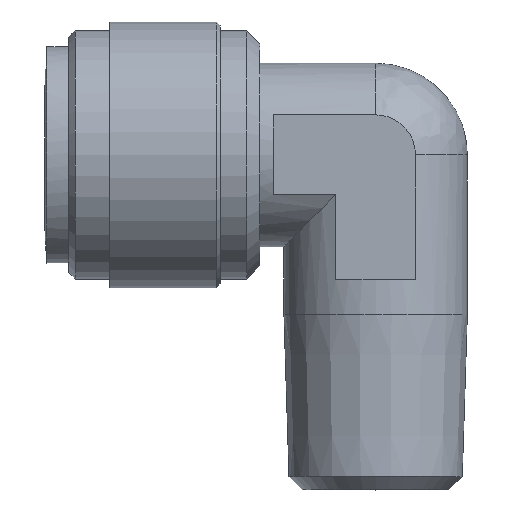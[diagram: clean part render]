
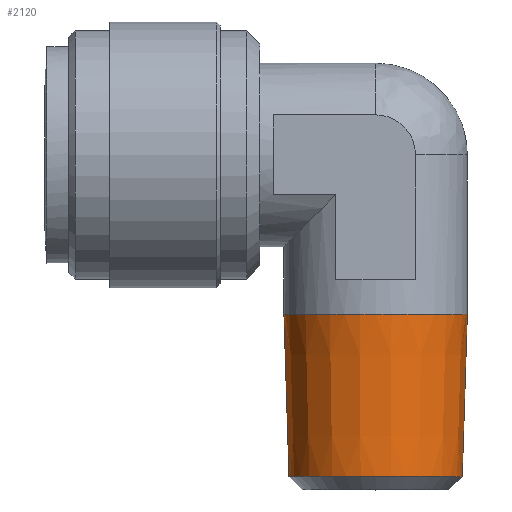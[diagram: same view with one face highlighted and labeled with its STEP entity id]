
A CAD part, top view. The second image highlights one B-rep face of the part: STEP entity #2120.
In plain terms, the highlighted conical face has half-angle 1.79 degrees and reference radius 6.9 mm.
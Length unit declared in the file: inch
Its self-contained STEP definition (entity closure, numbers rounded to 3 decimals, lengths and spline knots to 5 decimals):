
#101 = CARTESIAN_POINT ( 'NONE',  ( 0., 0.03935, 0. ) ) ;
#157 = ORIENTED_EDGE ( 'NONE', *, *, #442, .F. ) ;
#171 = EDGE_CURVE ( 'NONE', #887, #942, #1032, .T. ) ;
#223 = AXIS2_PLACEMENT_3D ( 'NONE', #101, #1429, #291 ) ;
#251 = DIRECTION ( 'NONE',  ( 0.031, 1., 0. ) ) ;
#291 = DIRECTION ( 'NONE',  ( 1., 0., 0. ) ) ;
#310 = CARTESIAN_POINT ( 'NONE',  ( 0., 0.51969, 0. ) ) ;
#324 = EDGE_LOOP ( 'NONE', ( #157, #978, #2334, #687 ) ) ;
#329 = CARTESIAN_POINT ( 'NONE',  ( 0., 0.51969, 0. ) ) ;
#355 = EDGE_CURVE ( 'NONE', #1448, #2332, #680, .T. ) ;
#430 = CARTESIAN_POINT ( 'NONE',  ( 0.27165, 0.51969, 0. ) ) ;
#442 = EDGE_CURVE ( 'NONE', #887, #1448, #2475, .T. ) ;
#478 = CARTESIAN_POINT ( 'NONE',  ( 0.27165, 0.51969, 0. ) ) ;
#518 = DIRECTION ( 'NONE',  ( 1., 0., 0. ) ) ;
#553 = CARTESIAN_POINT ( 'NONE',  ( -0.25664, 0.03935, 0. ) ) ;
#632 = CARTESIAN_POINT ( 'NONE',  ( 0.25664, 0.03935, 0. ) ) ;
#680 = LINE ( 'NONE', #2347, #1115 ) ;
#687 = ORIENTED_EDGE ( 'NONE', *, *, #355, .F. ) ;
#887 = VERTEX_POINT ( 'NONE', #632 ) ;
#942 = VERTEX_POINT ( 'NONE', #478 ) ;
#973 = CIRCLE ( 'NONE', #1811, 0.27165 ) ;
#978 = ORIENTED_EDGE ( 'NONE', *, *, #171, .T. ) ;
#1032 = LINE ( 'NONE', #430, #2444 ) ;
#1048 = CARTESIAN_POINT ( 'NONE',  ( -0.27165, 0.51969, 0. ) ) ;
#1115 = VECTOR ( 'NONE', #2153, 39.37008 ) ;
#1260 = DIRECTION ( 'NONE',  ( 0., 1., 0. ) ) ;
#1378 = EDGE_CURVE ( 'NONE', #942, #2332, #973, .T. ) ;
#1392 = AXIS2_PLACEMENT_3D ( 'NONE', #310, #1260, #1447 ) ;
#1429 = DIRECTION ( 'NONE',  ( 0., -1., 0. ) ) ;
#1447 = DIRECTION ( 'NONE',  ( -1., 0., 0. ) ) ;
#1448 = VERTEX_POINT ( 'NONE', #553 ) ;
#1466 = CONICAL_SURFACE ( 'NONE', #1392, 0.27165, 0.031 ) ;
#1528 = FACE_OUTER_BOUND ( 'NONE', #324, .T. ) ;
#1657 = DIRECTION ( 'NONE',  ( 0., -1., 0. ) ) ;
#1811 = AXIS2_PLACEMENT_3D ( 'NONE', #329, #1657, #518 ) ;
#2120 = ADVANCED_FACE ( 'NONE', ( #1528 ), #1466, .T. ) ;
#2153 = DIRECTION ( 'NONE',  ( -0.031, 1., 0. ) ) ;
#2332 = VERTEX_POINT ( 'NONE', #1048 ) ;
#2334 = ORIENTED_EDGE ( 'NONE', *, *, #1378, .T. ) ;
#2347 = CARTESIAN_POINT ( 'NONE',  ( -0.27165, 0.51969, 0. ) ) ;
#2444 = VECTOR ( 'NONE', #251, 39.37008 ) ;
#2475 = CIRCLE ( 'NONE', #223, 0.25664 ) ;
